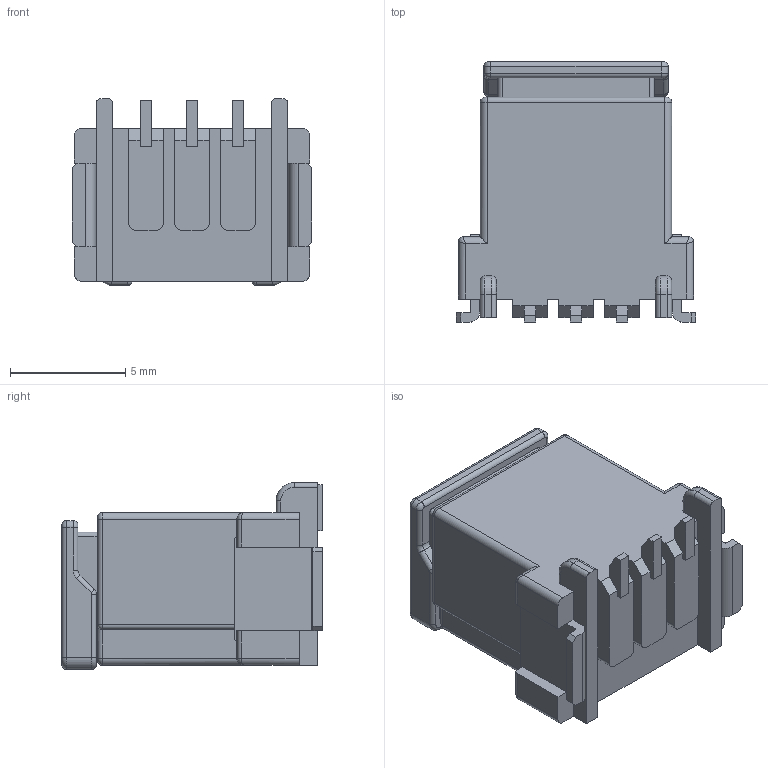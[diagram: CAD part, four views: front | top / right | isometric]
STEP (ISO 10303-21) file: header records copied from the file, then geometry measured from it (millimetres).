
FILE_DESCRIPTION (( 'STEP AP214' ), '1' );
FILE_NAME ('C_020 S SMT 3P V.STEP', '2019-02-13T00:22:17', ( 'Personal' ), ( 'Microsoft' ), 'SwSTEP 2.0', 'SolidWorks 2014', '' );
FILE_SCHEMA (( 'AUTOMOTIVE_DESIGN' ));
Length unit declared in the file: millimetre
Products named in the file (3): C_020 S SMT 3P V; C_020 S SMT 3M VTC Ass`y; C_020 S 3F HSG
Assembly tree (2 placements, depth 2):
  C_020 S SMT 3P V
    C_020 S SMT 3M VTC Ass`y
    C_020 S 3F HSG
Bounding box: 10.39 x 11.3 x 8.11 mm (x, y, z)
Volume: 527 mm3; surface area: 1065.8 mm2
Topology: 2 solids, 2 shells, 551 faces, 1421 edges, 862 vertices
Faces by surface type: plane 264, cylinder 178, torus 57, bspline 40, sphere 12
Entity records: 18068 total; most frequent: CARTESIAN_POINT 4825, ORIENTED_EDGE 2798, DIRECTION 2688, EDGE_CURVE 1399, LINE 926, VECTOR 926, AXIS2_PLACEMENT_3D 881, VERTEX_POINT 862
